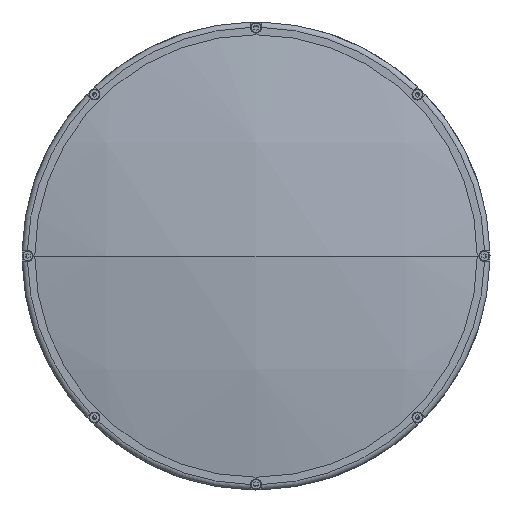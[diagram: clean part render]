
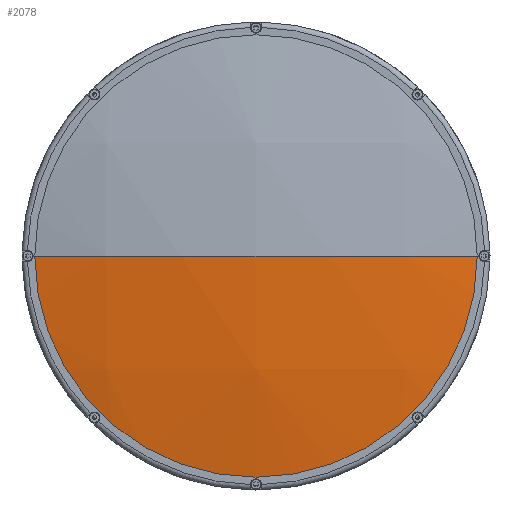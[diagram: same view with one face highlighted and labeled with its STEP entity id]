
A CAD part, left-side view. The second image highlights one B-rep face of the part: STEP entity #2078.
In plain terms, the highlighted spherical face has radius 606 mm.
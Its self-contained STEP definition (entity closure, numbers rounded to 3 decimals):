
#334 = DIRECTION ( 'NONE',  ( 0., 0., 1. ) ) ;
#386 = DIRECTION ( 'NONE',  ( -1., 0., 0. ) ) ;
#500 = CARTESIAN_POINT ( 'NONE',  ( -547.362, 0., 0. ) ) ;
#674 = CARTESIAN_POINT ( 'NONE',  ( 45.627, 0., 0. ) ) ;
#2038 = EDGE_CURVE ( 'NONE', #3837, #8835, #9876, .T. ) ;
#2078 = ADVANCED_FACE ( 'NONE', ( #8994 ), #8709, .T. ) ;
#2141 = EDGE_CURVE ( 'NONE', #8835, #4828, #5353, .T. ) ;
#2455 = DIRECTION ( 'NONE',  ( 0., 0., 1. ) ) ;
#2469 = CARTESIAN_POINT ( 'NONE',  ( -547.362, 124.9, 0. ) ) ;
#2562 = AXIS2_PLACEMENT_3D ( 'NONE', #674, #7077, #9234 ) ;
#3837 = VERTEX_POINT ( 'NONE', #2469 ) ;
#4828 = VERTEX_POINT ( 'NONE', #13490 ) ;
#5353 = CIRCLE ( 'NONE', #8310, 606. ) ;
#7077 = DIRECTION ( 'NONE',  ( 0., 0., -1. ) ) ;
#8310 = AXIS2_PLACEMENT_3D ( 'NONE', #10601, #10558, #10514 ) ;
#8709 = SPHERICAL_SURFACE ( 'NONE', #2562, 606. ) ;
#8835 = VERTEX_POINT ( 'NONE', #12429 ) ;
#8847 = CARTESIAN_POINT ( 'NONE',  ( 45.627, 0., 0. ) ) ;
#8994 = FACE_OUTER_BOUND ( 'NONE', #11219, .T. ) ;
#9234 = DIRECTION ( 'NONE',  ( 0., 1., 0. ) ) ;
#9795 = CIRCLE ( 'NONE', #13274, 606. ) ;
#9830 = ORIENTED_EDGE ( 'NONE', *, *, #2141, .T. ) ;
#9866 = DIRECTION ( 'NONE',  ( 0., -1., 0. ) ) ;
#9876 = CIRCLE ( 'NONE', #9904, 124.9 ) ;
#9904 = AXIS2_PLACEMENT_3D ( 'NONE', #500, #386, #334 ) ;
#10514 = DIRECTION ( 'NONE',  ( 0., 1., 0. ) ) ;
#10558 = DIRECTION ( 'NONE',  ( 0., 0., -1. ) ) ;
#10601 = CARTESIAN_POINT ( 'NONE',  ( 45.627, 0., 0. ) ) ;
#11219 = EDGE_LOOP ( 'NONE', ( #11236, #9830, #11510 ) ) ;
#11236 = ORIENTED_EDGE ( 'NONE', *, *, #2038, .T. ) ;
#11257 = EDGE_CURVE ( 'NONE', #3837, #4828, #9795, .T. ) ;
#11510 = ORIENTED_EDGE ( 'NONE', *, *, #11257, .F. ) ;
#12429 = CARTESIAN_POINT ( 'NONE',  ( -547.362, -124.9, 0. ) ) ;
#13274 = AXIS2_PLACEMENT_3D ( 'NONE', #8847, #2455, #9866 ) ;
#13490 = CARTESIAN_POINT ( 'NONE',  ( -560.373, 0., 0. ) ) ;
